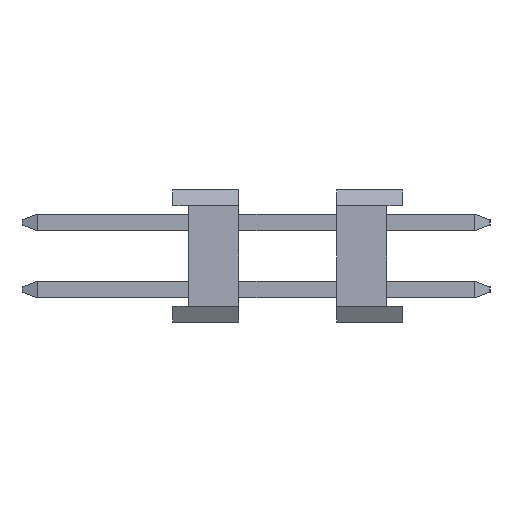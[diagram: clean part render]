
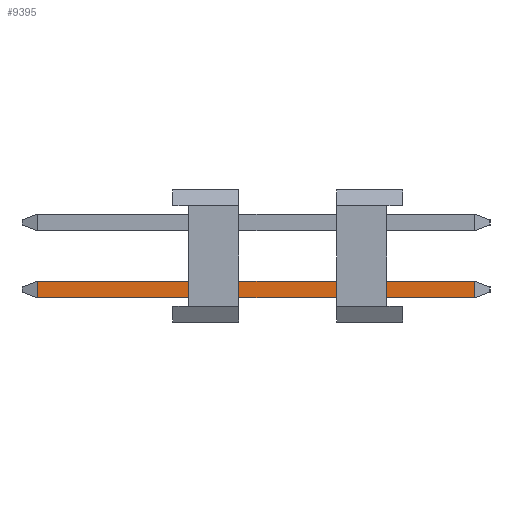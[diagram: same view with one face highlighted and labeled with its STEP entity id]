
A CAD part, left-side view. The second image highlights one B-rep face of the part: STEP entity #9395.
In plain terms, the highlighted planar face has unit normal (-1, 0, 0).
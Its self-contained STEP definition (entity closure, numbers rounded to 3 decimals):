
#2471 = CARTESIAN_POINT ( 'NONE',  ( -0.318, 8.252, 0.635 ) ) ;
#4108 = DIRECTION ( 'NONE',  ( 0., 0., -1. ) ) ;
#4109 = VECTOR ( 'NONE', #4108, 1000. ) ;
#4110 = CARTESIAN_POINT ( 'NONE',  ( -0.318, 8.252, 0.635 ) ) ;
#4111 = LINE ( 'NONE', #4110, #4109 ) ;
#4180 = FACE_OUTER_BOUND ( 'NONE', #9396, .T. ) ;
#4221 = DIRECTION ( 'NONE',  ( 0., -1., 0. ) ) ;
#4222 = VECTOR ( 'NONE', #4221, 1000. ) ;
#4223 = CARTESIAN_POINT ( 'NONE',  ( -0.318, 8.85, 0.635 ) ) ;
#4224 = LINE ( 'NONE', #4223, #4222 ) ;
#4225 = CARTESIAN_POINT ( 'NONE',  ( -0.317, -8.252, 0.635 ) ) ;
#4226 = DIRECTION ( 'NONE',  ( 0., 0., 1. ) ) ;
#4227 = VECTOR ( 'NONE', #4226, 1000. ) ;
#4228 = CARTESIAN_POINT ( 'NONE',  ( -0.317, -8.252, 0.635 ) ) ;
#4229 = LINE ( 'NONE', #4228, #4227 ) ;
#4230 = CARTESIAN_POINT ( 'NONE',  ( -0.317, -8.252, 0. ) ) ;
#4231 = CARTESIAN_POINT ( 'NONE',  ( -0.318, 8.252, 0. ) ) ;
#4232 = DIRECTION ( 'NONE',  ( 0., -1., 0. ) ) ;
#4233 = VECTOR ( 'NONE', #4232, 1000. ) ;
#4234 = CARTESIAN_POINT ( 'NONE',  ( -0.318, 8.85, 0. ) ) ;
#4235 = DIRECTION ( 'NONE',  ( 0., 1., 0. ) ) ;
#4236 = DIRECTION ( 'NONE',  ( 1., 0., 0. ) ) ;
#4237 = AXIS2_PLACEMENT_3D ( 'NONE', #4239, #4236, #4235 ) ;
#4238 = LINE ( 'NONE', #4234, #4233 ) ;
#4239 = CARTESIAN_POINT ( 'NONE',  ( -0.318, 8.85, 0.635 ) ) ;
#4240 = PLANE ( 'NONE',  #4237 ) ;
#8390 = VERTEX_POINT ( 'NONE', #2471 ) ;
#8403 = ORIENTED_EDGE ( 'NONE', *, *, #9323, .T. ) ;
#9323 = EDGE_CURVE ( 'NONE', #8390, #9399, #4111, .T. ) ;
#9395 = ADVANCED_FACE ( 'NONE', ( #4180 ), #4240, .F. ) ;
#9396 = EDGE_LOOP ( 'NONE', ( #9397, #9401, #9404, #8403 ) ) ;
#9397 = ORIENTED_EDGE ( 'NONE', *, *, #9398, .T. ) ;
#9398 = EDGE_CURVE ( 'NONE', #9399, #9400, #4238, .T. ) ;
#9399 = VERTEX_POINT ( 'NONE', #4231 ) ;
#9400 = VERTEX_POINT ( 'NONE', #4230 ) ;
#9401 = ORIENTED_EDGE ( 'NONE', *, *, #9402, .T. ) ;
#9402 = EDGE_CURVE ( 'NONE', #9400, #9403, #4229, .T. ) ;
#9403 = VERTEX_POINT ( 'NONE', #4225 ) ;
#9404 = ORIENTED_EDGE ( 'NONE', *, *, #9405, .F. ) ;
#9405 = EDGE_CURVE ( 'NONE', #8390, #9403, #4224, .T. ) ;
